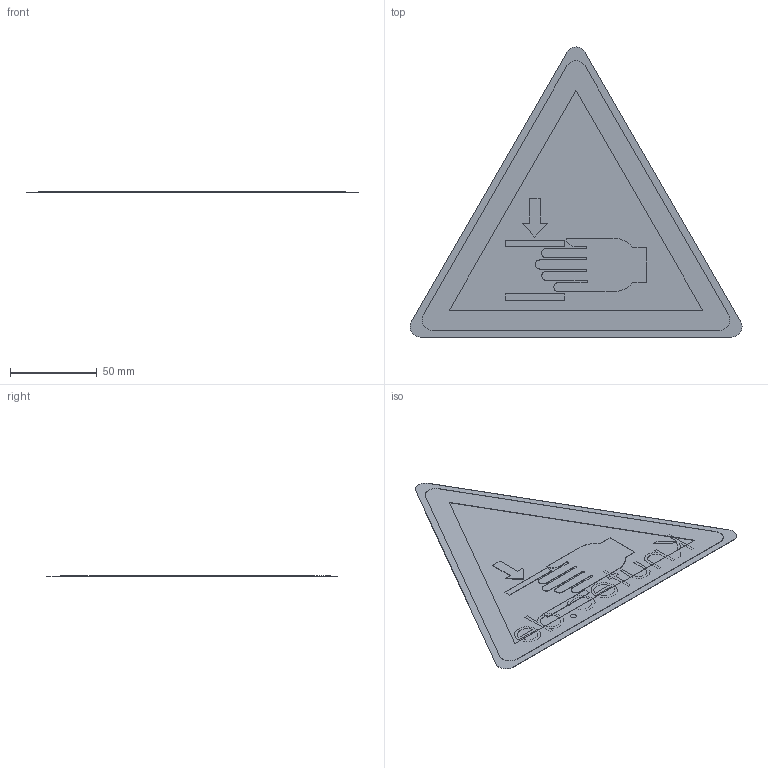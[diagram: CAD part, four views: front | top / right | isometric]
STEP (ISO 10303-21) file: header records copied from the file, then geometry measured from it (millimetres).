
FILE_DESCRIPTION (( 'STEP AP214' ), '1' );
FILE_NAME ('Knutec.de - Warning, Crushing of hands, according ISO EN DIN 7010_200.STEP', '2023-04-04T11:23:27', ( 'KK' ), ( '' ), 'SwSTEP 2.0', 'SolidWorks 2020', '' );
FILE_SCHEMA (( 'AUTOMOTIVE_DESIGN' ));
Length unit declared in the file: millimetre
Products named in the file (1): Knutec.de - Warning, Crushing of hands, according ISO EN DIN 7010_200
Bounding box: 191.22 x 167.21 x 0.4 mm (x, y, z)
Volume: 4910.9 mm3; surface area: 34983.1 mm2
Topology: 1 solids, 1 shells, 184 faces, 492 edges, 328 vertices
Faces by surface type: plane 107, bspline 54, cylinder 23
Entity records: 8597 total; most frequent: CARTESIAN_POINT 3987, ORIENTED_EDGE 984, DIRECTION 692, EDGE_CURVE 492, LINE 338, VECTOR 338, VERTEX_POINT 328, EDGE_LOOP 202
